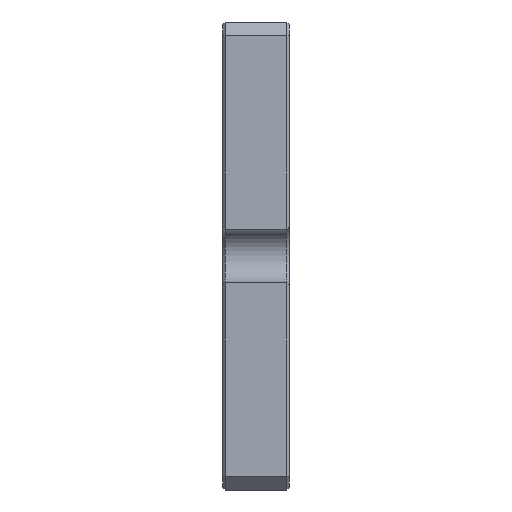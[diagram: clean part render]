
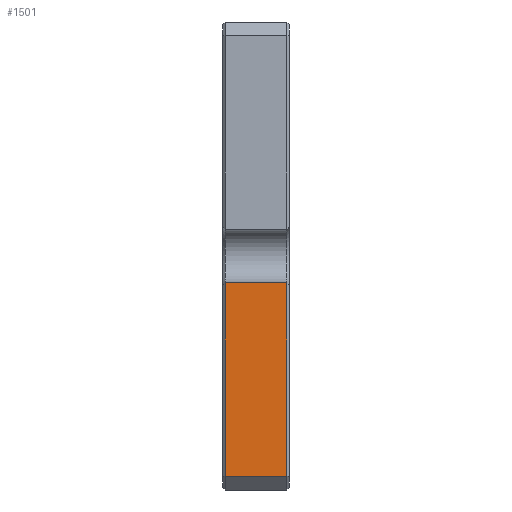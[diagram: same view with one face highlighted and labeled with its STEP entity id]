
A CAD part, left-side view. The second image highlights one B-rep face of the part: STEP entity #1501.
In plain terms, the highlighted planar face has unit normal (-1, 0, 0).
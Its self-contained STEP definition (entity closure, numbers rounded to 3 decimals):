
#97 = CARTESIAN_POINT ( 'NONE',  ( -50., 0.2, -2. ) ) ;
#117 = PLANE ( 'NONE',  #336 ) ;
#199 = LINE ( 'NONE', #1141, #1350 ) ;
#200 = VERTEX_POINT ( 'NONE', #97 ) ;
#271 = CARTESIAN_POINT ( 'NONE',  ( -50., 4.8, -16.5 ) ) ;
#336 = AXIS2_PLACEMENT_3D ( 'NONE', #373, #1335, #537 ) ;
#373 = CARTESIAN_POINT ( 'NONE',  ( -50., 5., -2. ) ) ;
#383 = CARTESIAN_POINT ( 'NONE',  ( -50., 5., -2. ) ) ;
#407 = LINE ( 'NONE', #556, #1150 ) ;
#505 = LINE ( 'NONE', #383, #1095 ) ;
#537 = DIRECTION ( 'NONE',  ( 0., 0., -1. ) ) ;
#547 = DIRECTION ( 'NONE',  ( 0., 0., -1. ) ) ;
#556 = CARTESIAN_POINT ( 'NONE',  ( -50., 4.8, -16.5 ) ) ;
#580 = EDGE_CURVE ( 'NONE', #738, #1114, #407, .T. ) ;
#653 = CARTESIAN_POINT ( 'NONE',  ( -50., 0.2, -16.5 ) ) ;
#659 = FACE_OUTER_BOUND ( 'NONE', #1506, .T. ) ;
#721 = DIRECTION ( 'NONE',  ( 0., -1., 0. ) ) ;
#738 = VERTEX_POINT ( 'NONE', #1542 ) ;
#822 = EDGE_CURVE ( 'NONE', #738, #200, #505, .T. ) ;
#908 = EDGE_CURVE ( 'NONE', #1114, #1440, #199, .T. ) ;
#1021 = LINE ( 'NONE', #1709, #1268 ) ;
#1056 = EDGE_CURVE ( 'NONE', #1440, #200, #1021, .T. ) ;
#1095 = VECTOR ( 'NONE', #1588, 1000. ) ;
#1114 = VERTEX_POINT ( 'NONE', #271 ) ;
#1141 = CARTESIAN_POINT ( 'NONE',  ( -50., 5., -16.5 ) ) ;
#1150 = VECTOR ( 'NONE', #547, 1000. ) ;
#1213 = ORIENTED_EDGE ( 'NONE', *, *, #1056, .T. ) ;
#1268 = VECTOR ( 'NONE', #1562, 1000. ) ;
#1296 = ORIENTED_EDGE ( 'NONE', *, *, #822, .F. ) ;
#1335 = DIRECTION ( 'NONE',  ( 1., 0., 0. ) ) ;
#1350 = VECTOR ( 'NONE', #721, 1000. ) ;
#1440 = VERTEX_POINT ( 'NONE', #653 ) ;
#1487 = ORIENTED_EDGE ( 'NONE', *, *, #908, .T. ) ;
#1501 = ADVANCED_FACE ( 'NONE', ( #659 ), #117, .F. ) ;
#1506 = EDGE_LOOP ( 'NONE', ( #1487, #1213, #1296, #1567 ) ) ;
#1542 = CARTESIAN_POINT ( 'NONE',  ( -50., 4.8, -2. ) ) ;
#1562 = DIRECTION ( 'NONE',  ( 0., 0., 1. ) ) ;
#1567 = ORIENTED_EDGE ( 'NONE', *, *, #580, .T. ) ;
#1588 = DIRECTION ( 'NONE',  ( 0., -1., 0. ) ) ;
#1709 = CARTESIAN_POINT ( 'NONE',  ( -50., 0.2, -2. ) ) ;
